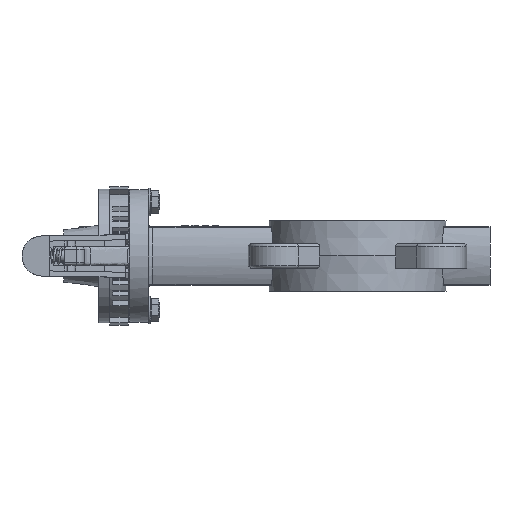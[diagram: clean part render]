
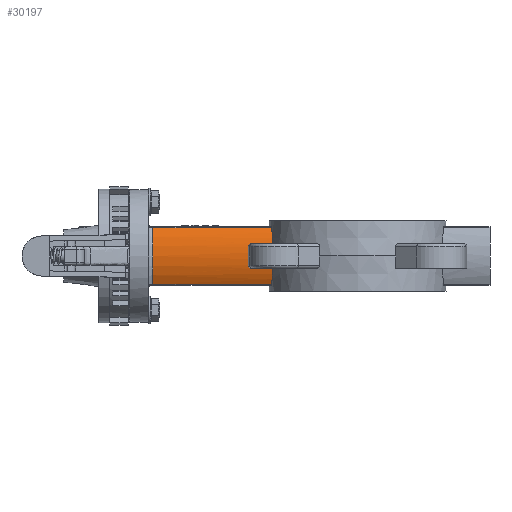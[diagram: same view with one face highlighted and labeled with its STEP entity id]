
A CAD part, left-side view. The second image highlights one B-rep face of the part: STEP entity #30197.
In plain terms, the highlighted cylindrical face has radius 38.6 mm (diameter 77.2 mm), a partial arc.
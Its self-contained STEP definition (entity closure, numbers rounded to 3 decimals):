
#704=B_SPLINE_CURVE_WITH_KNOTS('',3,(#58958,#58959,#58960,#58961,#58962,
#58963),.UNSPECIFIED.,.F.,.F.,(4,2,4),(-13.229,-12.515,
-12.166),.UNSPECIFIED.);
#723=B_SPLINE_CURVE_WITH_KNOTS('',3,(#59138,#59139,#59140,#59141,#59142,
#59143),.UNSPECIFIED.,.F.,.F.,(4,2,4),(-1.801,-1.452,
-0.738),.UNSPECIFIED.);
#730=B_SPLINE_CURVE_WITH_KNOTS('',3,(#59568,#59569,#59570,#59571,#59572,
#59573,#59574,#59575,#59576,#59577),.UNSPECIFIED.,.F.,.F.,(4,2,2,2,4),(-0.303,
-0.227,-0.15,-0.075,0.),
 .UNSPECIFIED.);
#731=B_SPLINE_CURVE_WITH_KNOTS('',3,(#59582,#59583,#59584,#59585,#59586,
#59587,#59588,#59589,#59590,#59591),.UNSPECIFIED.,.F.,.F.,(4,2,2,2,4),(-0.606,
-0.531,-0.456,-0.38,-0.303),
 .UNSPECIFIED.);
#1177=CYLINDRICAL_SURFACE('',#32778,38.6);
#2742=FACE_OUTER_BOUND('',#4411,.T.);
#4411=EDGE_LOOP('',(#24963,#24964,#24965,#24966,#24967,#24968,#24969,#24970,
#24971,#24972));
#5825=CIRCLE('',#32779,38.6);
#5826=CIRCLE('',#32780,38.59);
#8091=LINE('',#59918,#10500);
#8092=LINE('',#59920,#10501);
#8093=LINE('',#59923,#10502);
#8094=LINE('',#59924,#10503);
#10500=VECTOR('',#39860,13.88);
#10501=VECTOR('',#39861,77.133);
#10502=VECTOR('',#39864,77.133);
#10503=VECTOR('',#39865,13.88);
#13285=VERTEX_POINT('',#58955);
#13286=VERTEX_POINT('',#58957);
#13310=VERTEX_POINT('',#59128);
#13311=VERTEX_POINT('',#59137);
#13364=VERTEX_POINT('',#59564);
#13365=VERTEX_POINT('',#59566);
#13366=VERTEX_POINT('',#59579);
#13367=VERTEX_POINT('',#59581);
#13390=VERTEX_POINT('',#59919);
#13391=VERTEX_POINT('',#59921);
#17258=EDGE_CURVE('',#13285,#13286,#704,.T.);
#17287=EDGE_CURVE('',#13310,#13311,#723,.T.);
#17360=EDGE_CURVE('',#13365,#13364,#730,.T.);
#17362=EDGE_CURVE('',#13366,#13367,#731,.T.);
#17408=EDGE_CURVE('',#13366,#13311,#8091,.T.);
#17409=EDGE_CURVE('',#13310,#13390,#8092,.T.);
#17410=EDGE_CURVE('',#13390,#13391,#5825,.T.);
#17411=EDGE_CURVE('',#13391,#13286,#8093,.T.);
#17412=EDGE_CURVE('',#13364,#13285,#8094,.T.);
#17413=EDGE_CURVE('',#13367,#13365,#5826,.T.);
#24963=ORIENTED_EDGE('',*,*,#17362,.F.);
#24964=ORIENTED_EDGE('',*,*,#17408,.T.);
#24965=ORIENTED_EDGE('',*,*,#17287,.F.);
#24966=ORIENTED_EDGE('',*,*,#17409,.T.);
#24967=ORIENTED_EDGE('',*,*,#17410,.T.);
#24968=ORIENTED_EDGE('',*,*,#17411,.T.);
#24969=ORIENTED_EDGE('',*,*,#17258,.F.);
#24970=ORIENTED_EDGE('',*,*,#17412,.F.);
#24971=ORIENTED_EDGE('',*,*,#17360,.F.);
#24972=ORIENTED_EDGE('',*,*,#17413,.F.);
#30197=ADVANCED_FACE('',(#2742),#1177,.T.);
#32778=AXIS2_PLACEMENT_3D('',#59917,#39858,#39859);
#32779=AXIS2_PLACEMENT_3D('',#59922,#39862,#39863);
#32780=AXIS2_PLACEMENT_3D('',#59925,#39866,#39867);
#39858=DIRECTION('center_axis',(0.,1.,0.));
#39859=DIRECTION('ref_axis',(0.,0.,1.));
#39860=DIRECTION('',(0.,-1.,0.));
#39861=DIRECTION('',(0.,1.,0.));
#39862=DIRECTION('center_axis',(0.,-1.,0.));
#39863=DIRECTION('ref_axis',(0.,0.,1.));
#39864=DIRECTION('',(0.,-1.,0.));
#39865=DIRECTION('',(0.,-1.,0.));
#39866=DIRECTION('center_axis',(0.023,-1.,0.));
#39867=DIRECTION('ref_axis',(-0.988,-0.023,-0.155));
#58955=CARTESIAN_POINT('',(-2.626,8.122,227.));
#58957=CARTESIAN_POINT('',(1.246,8.831,216.521));
#58958=CARTESIAN_POINT('Ctrl Pts',(-2.626,8.122,227.));
#58959=CARTESIAN_POINT('Ctrl Pts',(-2.11,8.193,224.564));
#58960=CARTESIAN_POINT('Ctrl Pts',(-1.349,8.339,222.148));
#58961=CARTESIAN_POINT('Ctrl Pts',(0.123,8.622,218.703));
#58962=CARTESIAN_POINT('Ctrl Pts',(0.66,8.724,217.597));
#58963=CARTESIAN_POINT('Ctrl Pts',(1.246,8.831,216.521));
#59128=CARTESIAN_POINT('',(1.246,8.831,253.479));
#59137=CARTESIAN_POINT('',(-2.626,8.122,243.));
#59138=CARTESIAN_POINT('Ctrl Pts',(1.246,8.831,253.479));
#59139=CARTESIAN_POINT('Ctrl Pts',(0.66,8.724,252.403));
#59140=CARTESIAN_POINT('Ctrl Pts',(0.123,8.622,251.297));
#59141=CARTESIAN_POINT('Ctrl Pts',(-1.349,8.339,247.852));
#59142=CARTESIAN_POINT('Ctrl Pts',(-2.11,8.193,245.436));
#59143=CARTESIAN_POINT('Ctrl Pts',(-2.626,8.122,243.));
#59564=CARTESIAN_POINT('',(-2.626,22.002,227.));
#59566=CARTESIAN_POINT('',(-2.995,23.994,229.));
#59568=CARTESIAN_POINT('Ctrl Pts',(-2.995,23.994,229.));
#59569=CARTESIAN_POINT('Ctrl Pts',(-2.956,23.995,228.748));
#59570=CARTESIAN_POINT('Ctrl Pts',(-2.91,23.946,228.48));
#59571=CARTESIAN_POINT('Ctrl Pts',(-2.822,23.742,227.985));
#59572=CARTESIAN_POINT('Ctrl Pts',(-2.78,23.588,227.76));
#59573=CARTESIAN_POINT('Ctrl Pts',(-2.71,23.233,227.406));
#59574=CARTESIAN_POINT('Ctrl Pts',(-2.679,23.01,227.253));
#59575=CARTESIAN_POINT('Ctrl Pts',(-2.637,22.52,227.05));
#59576=CARTESIAN_POINT('Ctrl Pts',(-2.626,22.253,227.));
#59577=CARTESIAN_POINT('Ctrl Pts',(-2.626,22.002,227.));
#59579=CARTESIAN_POINT('',(-2.626,22.002,243.));
#59581=CARTESIAN_POINT('',(-2.995,23.994,241.));
#59582=CARTESIAN_POINT('Ctrl Pts',(-2.626,22.002,243.));
#59583=CARTESIAN_POINT('Ctrl Pts',(-2.626,22.253,243.));
#59584=CARTESIAN_POINT('Ctrl Pts',(-2.637,22.52,242.95));
#59585=CARTESIAN_POINT('Ctrl Pts',(-2.679,23.01,242.747));
#59586=CARTESIAN_POINT('Ctrl Pts',(-2.71,23.233,242.594));
#59587=CARTESIAN_POINT('Ctrl Pts',(-2.78,23.588,242.24));
#59588=CARTESIAN_POINT('Ctrl Pts',(-2.822,23.742,242.015));
#59589=CARTESIAN_POINT('Ctrl Pts',(-2.91,23.946,241.52));
#59590=CARTESIAN_POINT('Ctrl Pts',(-2.956,23.995,241.252));
#59591=CARTESIAN_POINT('Ctrl Pts',(-2.995,23.994,241.));
#59917=CARTESIAN_POINT('Origin',(35.136,5.464,235.));
#59918=CARTESIAN_POINT('',(-2.626,5.464,243.));
#59919=CARTESIAN_POINT('',(1.246,85.964,253.479));
#59920=CARTESIAN_POINT('',(1.246,5.464,253.479));
#59921=CARTESIAN_POINT('',(1.246,85.964,216.521));
#59922=CARTESIAN_POINT('Origin',(35.136,85.964,235.));
#59923=CARTESIAN_POINT('',(1.246,5.464,216.521));
#59924=CARTESIAN_POINT('',(-2.626,5.464,227.));
#59925=CARTESIAN_POINT('Origin',(35.115,24.884,235.));
